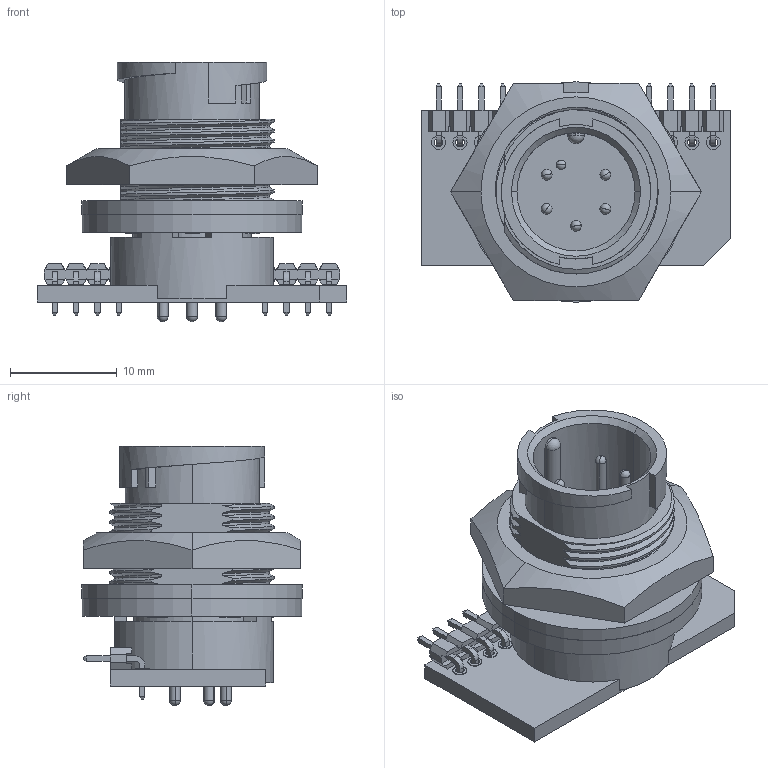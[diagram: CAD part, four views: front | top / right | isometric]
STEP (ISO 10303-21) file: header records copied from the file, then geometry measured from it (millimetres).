
FILE_DESCRIPTION (( 'STEP AP203' ), '1' );
FILE_NAME ('7251-5PG-300.STEP', '2017-09-07T21:15:14', ( '' ), ( '' ), 'SwSTEP 2.0', 'SolidWorks 2017', '' );
FILE_SCHEMA (( 'CONFIG_CONTROL_DESIGN' ));
Length unit declared in the file: millimetre
Products named in the file (1): 7251-5PG-300
Bounding box: 28.96 x 20.62 x 24.26 mm (x, y, z)
Volume: 3818 mm3; surface area: 4694.8 mm2
Topology: 2 solids, 2 shells, 709 faces, 1846 edges, 1197 vertices
Faces by surface type: plane 414, cylinder 201, bspline 61, torus 20, cone 7, sphere 6
Entity records: 34892 total; most frequent: CARTESIAN_POINT 17634, ORIENTED_EDGE 3690, DIRECTION 3370, EDGE_CURVE 1845, VECTOR 1210, LINE 1210, VERTEX_POINT 1197, AXIS2_PLACEMENT_3D 1080
